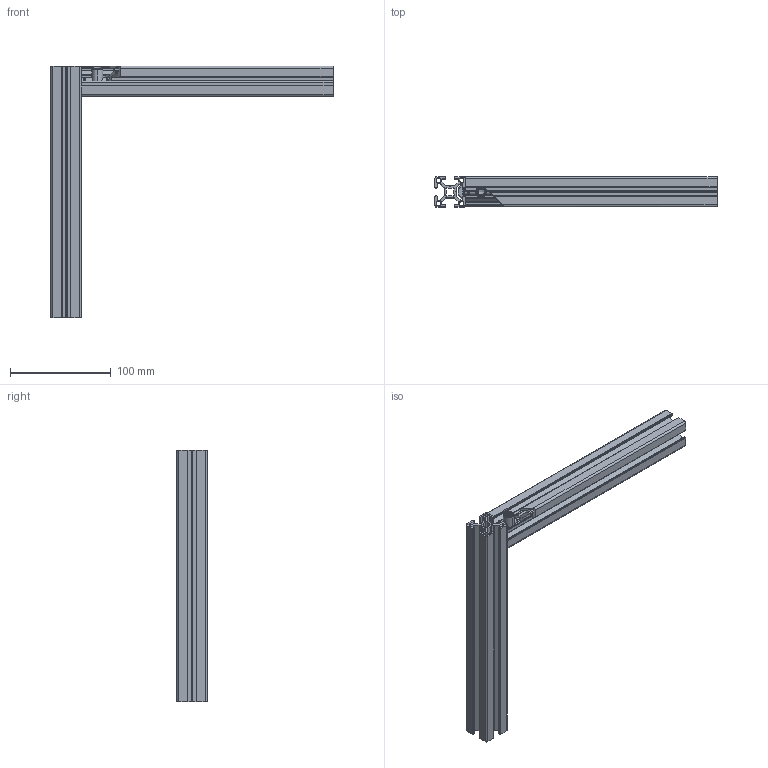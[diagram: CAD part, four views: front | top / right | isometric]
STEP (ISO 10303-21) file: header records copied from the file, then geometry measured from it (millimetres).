
FILE_DESCRIPTION (( 'STEP AP203' ), '1' );
FILE_NAME ('ÁÑ 8 ïàç óãîë 90 ãðàä..STEP', '2023-01-25T07:09:31', ( '' ), ( '' ), 'SwSTEP 2.0', 'SolidWorks 2022', '' );
FILE_SCHEMA (( 'CONFIG_CONTROL_DESIGN' ));
Length unit declared in the file: millimetre
Products named in the file (6): БС 8 паз угол 90 град.; БС 30х30; БЫСТРЫЙ СОЕДИНИТЕЛЬ. ПАЗ 8. УГОЛ 90 ГРАДУСОВ.STEP; ____ ____ 90.STEP; _____ ____________ _8 ___ 6.5.STEP; БС 30х30_01
Assembly tree (5 placements, depth 3):
  БС 8 паз угол 90 град.
    БС 30х30
    БС 30х30_01
    БЫСТРЫЙ СОЕДИНИТЕЛЬ. ПАЗ 8. УГОЛ 90 ГРАДУСОВ.STEP
      ____ ____ 90.STEP
      _____ ____________ _8 ___ 6.5.STEP
Bounding box: 280 x 30 x 250 mm (x, y, z)
Volume: 155385.1 mm3; surface area: 165026.4 mm2
Topology: 4 solids, 4 shells, 592 faces, 1669 edges, 1074 vertices
Faces by surface type: cylinder 258, plane 231, bspline 38, torus 37, sphere 16, cone 12
Entity records: 27608 total; most frequent: CARTESIAN_POINT 11818, ORIENTED_EDGE 3322, DIRECTION 3123, EDGE_CURVE 1661, AXIS2_PLACEMENT_3D 1113, VERTEX_POINT 1074, VECTOR 897, LINE 897
